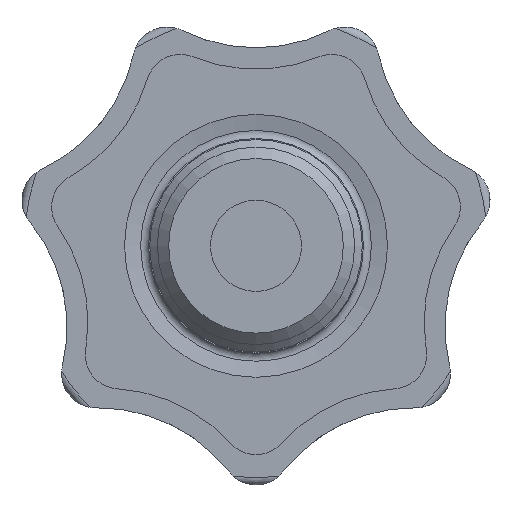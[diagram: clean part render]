
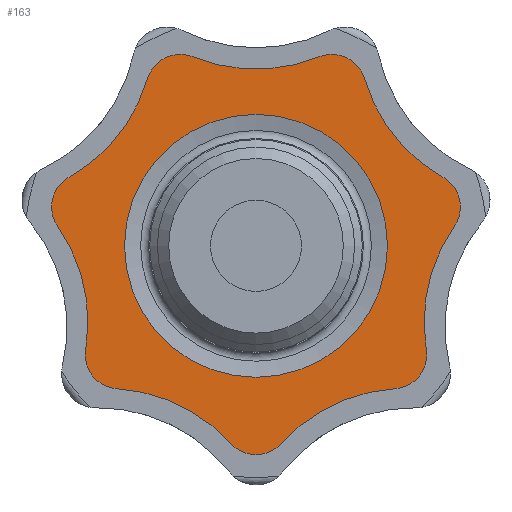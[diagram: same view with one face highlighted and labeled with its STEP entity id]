
A CAD part, front view. The second image highlights one B-rep face of the part: STEP entity #163.
In plain terms, the highlighted planar face has unit normal (0, -1, 0).
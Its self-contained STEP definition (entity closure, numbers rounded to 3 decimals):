
#163 = ADVANCED_FACE( '', ( #335, #336 ), #337, .F. );
#335 = FACE_OUTER_BOUND( '', #502, .T. );
#336 = FACE_BOUND( '', #503, .T. );
#337 = PLANE( '', #504 );
#502 = EDGE_LOOP( '', ( #925, #926, #927, #928, #929, #930, #931, #932, #933, #934, #935, #936, #937, #938 ) );
#503 = EDGE_LOOP( '', ( #939 ) );
#504 = AXIS2_PLACEMENT_3D( '', #940, #941, #942 );
#925 = ORIENTED_EDGE( '', *, *, #1138, .T. );
#926 = ORIENTED_EDGE( '', *, *, #1063, .F. );
#927 = ORIENTED_EDGE( '', *, *, #1116, .T. );
#928 = ORIENTED_EDGE( '', *, *, #1147, .F. );
#929 = ORIENTED_EDGE( '', *, *, #1081, .T. );
#930 = ORIENTED_EDGE( '', *, *, #976, .F. );
#931 = ORIENTED_EDGE( '', *, *, #1108, .T. );
#932 = ORIENTED_EDGE( '', *, *, #1110, .F. );
#933 = ORIENTED_EDGE( '', *, *, #984, .T. );
#934 = ORIENTED_EDGE( '', *, *, #1140, .F. );
#935 = ORIENTED_EDGE( '', *, *, #1121, .T. );
#936 = ORIENTED_EDGE( '', *, *, #1129, .F. );
#937 = ORIENTED_EDGE( '', *, *, #1077, .T. );
#938 = ORIENTED_EDGE( '', *, *, #1009, .F. );
#939 = ORIENTED_EDGE( '', *, *, #1125, .F. );
#940 = CARTESIAN_POINT( '', ( -31.059, 34., -12.207 ) );
#941 = DIRECTION( '', ( 0., 1., 0. ) );
#942 = DIRECTION( '', ( 0., 0., 1. ) );
#976 = EDGE_CURVE( '', #1158, #1153, #1160, .T. );
#984 = EDGE_CURVE( '', #1174, #1171, #1175, .T. );
#1009 = EDGE_CURVE( '', #1217, #1212, #1219, .T. );
#1063 = EDGE_CURVE( '', #1307, #1302, #1309, .T. );
#1077 = EDGE_CURVE( '', #1327, #1212, #1328, .T. );
#1081 = EDGE_CURVE( '', #1333, #1153, #1334, .T. );
#1108 = EDGE_CURVE( '', #1158, #1372, #1374, .T. );
#1110 = EDGE_CURVE( '', #1174, #1372, #1376, .T. );
#1116 = EDGE_CURVE( '', #1307, #1382, #1384, .T. );
#1121 = EDGE_CURVE( '', #1391, #1389, #1392, .T. );
#1125 = EDGE_CURVE( '', #1397, #1397, #1398, .F. );
#1129 = EDGE_CURVE( '', #1327, #1389, #1401, .T. );
#1138 = EDGE_CURVE( '', #1217, #1302, #1411, .T. );
#1140 = EDGE_CURVE( '', #1391, #1171, #1413, .T. );
#1147 = EDGE_CURVE( '', #1333, #1382, #1421, .T. );
#1153 = VERTEX_POINT( '', #1427 );
#1158 = VERTEX_POINT( '', #1433 );
#1160 = CIRCLE( '', #1436, 4.5 );
#1171 = VERTEX_POINT( '', #1476 );
#1174 = VERTEX_POINT( '', #1480 );
#1175 = CIRCLE( '', #1481, 22. );
#1212 = VERTEX_POINT( '', #1624 );
#1217 = VERTEX_POINT( '', #1630 );
#1219 = CIRCLE( '', #1633, 4.5 );
#1302 = VERTEX_POINT( '', #2044 );
#1307 = VERTEX_POINT( '', #2050 );
#1309 = CIRCLE( '', #2053, 4.5 );
#1327 = VERTEX_POINT( '', #2073 );
#1328 = CIRCLE( '', #2074, 22. );
#1333 = VERTEX_POINT( '', #2080 );
#1334 = CIRCLE( '', #2081, 22. );
#1372 = VERTEX_POINT( '', #2120 );
#1374 = CIRCLE( '', #2123, 22. );
#1376 = CIRCLE( '', #2125, 4.5 );
#1382 = VERTEX_POINT( '', #2151 );
#1384 = CIRCLE( '', #2154, 22. );
#1389 = VERTEX_POINT( '', #2159 );
#1391 = VERTEX_POINT( '', #2162 );
#1392 = CIRCLE( '', #2163, 22. );
#1397 = VERTEX_POINT( '', #2169 );
#1398 = CIRCLE( '', #2170, 17.321 );
#1401 = CIRCLE( '', #2173, 4.5 );
#1411 = CIRCLE( '', #2204, 22. );
#1413 = CIRCLE( '', #2206, 4.5 );
#1421 = CIRCLE( '', #2234, 4.5 );
#1427 = CARTESIAN_POINT( '', ( 18.264, 34., -18.831 ) );
#1433 = CARTESIAN_POINT( '', ( 22.423, 34., -13.616 ) );
#1436 = AXIS2_PLACEMENT_3D( '', #2244, #2245, #2246 );
#1476 = CARTESIAN_POINT( '', ( 14.295, 34., 21.997 ) );
#1480 = CARTESIAN_POINT( '', ( 24.626, 34., 9.042 ) );
#1481 = AXIS2_PLACEMENT_3D( '', #2253, #2254, #2255 );
#1624 = CARTESIAN_POINT( '', ( -24.626, 34., 9.042 ) );
#1630 = CARTESIAN_POINT( '', ( -26.11, 34., 2.538 ) );
#1633 = AXIS2_PLACEMENT_3D( '', #2282, #2283, #2284 );
#2044 = CARTESIAN_POINT( '', ( -22.423, 34., -13.616 ) );
#2050 = CARTESIAN_POINT( '', ( -18.264, 34., -18.831 ) );
#2053 = AXIS2_PLACEMENT_3D( '', #2333, #2334, #2335 );
#2073 = CARTESIAN_POINT( '', ( -14.295, 34., 21.997 ) );
#2074 = AXIS2_PLACEMENT_3D( '', #2356, #2357, #2358 );
#2080 = CARTESIAN_POINT( '', ( 3.336, 34., -26.021 ) );
#2081 = AXIS2_PLACEMENT_3D( '', #2363, #2364, #2365 );
#2120 = CARTESIAN_POINT( '', ( 26.11, 34., 2.538 ) );
#2123 = AXIS2_PLACEMENT_3D( '', #2431, #2432, #2433 );
#2125 = AXIS2_PLACEMENT_3D( '', #2434, #2435, #2436 );
#2151 = CARTESIAN_POINT( '', ( -3.336, 34., -26.021 ) );
#2154 = AXIS2_PLACEMENT_3D( '', #2438, #2439, #2440 );
#2159 = CARTESIAN_POINT( '', ( -8.285, 34., 24.891 ) );
#2162 = CARTESIAN_POINT( '', ( 8.285, 34., 24.891 ) );
#2163 = AXIS2_PLACEMENT_3D( '', #2445, #2446, #2447 );
#2169 = CARTESIAN_POINT( '', ( 0., 34., 17.321 ) );
#2170 = AXIS2_PLACEMENT_3D( '', #2452, #2453, #2454 );
#2173 = AXIS2_PLACEMENT_3D( '', #2455, #2456, #2457 );
#2204 = AXIS2_PLACEMENT_3D( '', #2459, #2460, #2461 );
#2206 = AXIS2_PLACEMENT_3D( '', #2462, #2463, #2464 );
#2234 = AXIS2_PLACEMENT_3D( '', #2465, #2466, #2467 );
#2244 = CARTESIAN_POINT( '', ( 17.982, 34., -14.34 ) );
#2245 = DIRECTION( '', ( 0., 1., 0. ) );
#2246 = DIRECTION( '', ( 1., 0., 0. ) );
#2253 = CARTESIAN_POINT( '', ( 35.395, 34., 28.226 ) );
#2254 = DIRECTION( '', ( 0., 1., 0. ) );
#2255 = DIRECTION( '', ( 1., 0., 0. ) );
#2282 = CARTESIAN_POINT( '', ( -22.423, 34., 5.118 ) );
#2283 = DIRECTION( '', ( 0., 1., 0. ) );
#2284 = DIRECTION( '', ( 1., 0., 0. ) );
#2333 = CARTESIAN_POINT( '', ( -17.982, 34., -14.34 ) );
#2334 = DIRECTION( '', ( 0., 1., 0. ) );
#2335 = DIRECTION( '', ( 1., 0., 0. ) );
#2356 = CARTESIAN_POINT( '', ( -35.395, 34., 28.226 ) );
#2357 = DIRECTION( '', ( 0., 1., 0. ) );
#2358 = DIRECTION( '', ( 1., 0., 0. ) );
#2363 = CARTESIAN_POINT( '', ( 19.643, 34., -40.788 ) );
#2364 = DIRECTION( '', ( 0., 1., 0. ) );
#2365 = DIRECTION( '', ( 1., 0., 0. ) );
#2431 = CARTESIAN_POINT( '', ( 44.136, 34., -10.074 ) );
#2432 = DIRECTION( '', ( 0., 1., 0. ) );
#2433 = DIRECTION( '', ( 1., 0., 0. ) );
#2434 = CARTESIAN_POINT( '', ( 22.423, 34., 5.118 ) );
#2435 = DIRECTION( '', ( 0., 1., 0. ) );
#2436 = DIRECTION( '', ( 1., 0., 0. ) );
#2438 = CARTESIAN_POINT( '', ( -19.643, 34., -40.788 ) );
#2439 = DIRECTION( '', ( 0., 1., 0. ) );
#2440 = DIRECTION( '', ( 1., 0., 0. ) );
#2445 = CARTESIAN_POINT( '', ( 0., 34., 45.271 ) );
#2446 = DIRECTION( '', ( 0., 1., 0. ) );
#2447 = DIRECTION( '', ( 1., 0., 0. ) );
#2452 = CARTESIAN_POINT( '', ( 0., 34., 0. ) );
#2453 = DIRECTION( '', ( 0., 1., 0. ) );
#2454 = DIRECTION( '', ( 0., 0., 1. ) );
#2455 = CARTESIAN_POINT( '', ( -9.979, 34., 20.722 ) );
#2456 = DIRECTION( '', ( 0., 1., 0. ) );
#2457 = DIRECTION( '', ( 1., 0., 0. ) );
#2459 = CARTESIAN_POINT( '', ( -44.136, 34., -10.074 ) );
#2460 = DIRECTION( '', ( 0., 1., 0. ) );
#2461 = DIRECTION( '', ( 1., 0., 0. ) );
#2462 = CARTESIAN_POINT( '', ( 9.979, 34., 20.722 ) );
#2463 = DIRECTION( '', ( 0., 1., 0. ) );
#2464 = DIRECTION( '', ( 1., 0., 0. ) );
#2465 = CARTESIAN_POINT( '', ( 0., 34., -23. ) );
#2466 = DIRECTION( '', ( 0., 1., 0. ) );
#2467 = DIRECTION( '', ( 1., 0., 0. ) );
